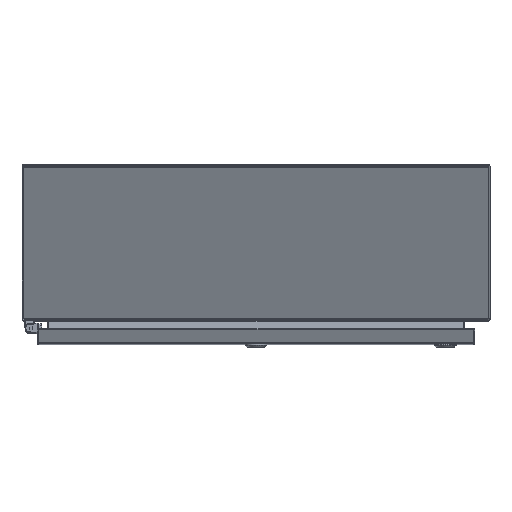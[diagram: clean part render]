
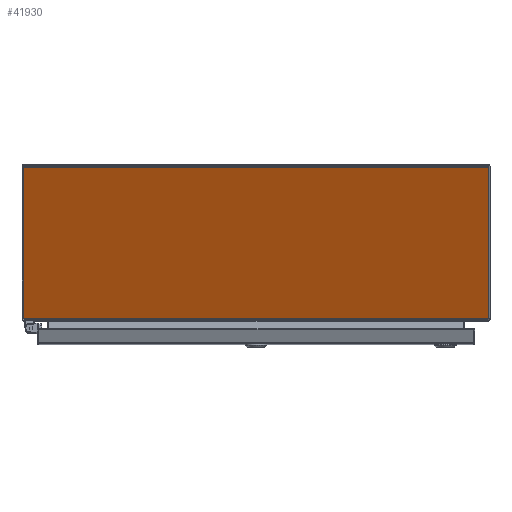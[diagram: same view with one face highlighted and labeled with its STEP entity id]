
A CAD part, top view. The second image highlights one B-rep face of the part: STEP entity #41930.
In plain terms, the highlighted planar face has unit normal (0, -0.423, 0.906).
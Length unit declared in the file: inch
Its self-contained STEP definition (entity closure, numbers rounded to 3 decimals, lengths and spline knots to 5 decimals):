
#1006 = DIRECTION ( 'NONE',  ( 0., -0.423, 0.906 ) ) ;
#1604 = CARTESIAN_POINT ( 'NONE',  ( -11.89008, -7.93764, 10.20772 ) ) ;
#3135 = CARTESIAN_POINT ( 'NONE',  ( -11.928, -7.93764, 10.20772 ) ) ;
#4584 = DIRECTION ( 'NONE',  ( 0.221, 0.884, 0.412 ) ) ;
#5117 = EDGE_CURVE ( 'NONE', #24232, #32910, #37150, .T. ) ;
#5393 = VERTEX_POINT ( 'NONE', #11363 ) ;
#5959 = ORIENTED_EDGE ( 'NONE', *, *, #5117, .T. ) ;
#7064 = CARTESIAN_POINT ( 'NONE',  ( 11.928, -0.101, 13.862 ) ) ;
#7422 = CARTESIAN_POINT ( 'NONE',  ( -11.928, -0.101, 13.862 ) ) ;
#8300 = ORIENTED_EDGE ( 'NONE', *, *, #12716, .T. ) ;
#9227 = EDGE_CURVE ( 'NONE', #23595, #13405, #14375, .T. ) ;
#11363 = CARTESIAN_POINT ( 'NONE',  ( -11.928, -7.78568, 10.27858 ) ) ;
#12716 = EDGE_CURVE ( 'NONE', #13405, #5393, #23907, .T. ) ;
#13405 = VERTEX_POINT ( 'NONE', #22702 ) ;
#13643 = AXIS2_PLACEMENT_3D ( 'NONE', #7422, #1006, #26984 ) ;
#13720 = CARTESIAN_POINT ( 'NONE',  ( 11.928, -0.101, 13.862 ) ) ;
#14375 = LINE ( 'NONE', #27794, #19219 ) ;
#14780 = EDGE_LOOP ( 'NONE', ( #8300, #18178, #36320, #5959, #18020, #24579 ) ) ;
#16776 = CARTESIAN_POINT ( 'NONE',  ( 11.89008, -7.93764, 10.20772 ) ) ;
#17189 = FACE_OUTER_BOUND ( 'NONE', #14780, .T. ) ;
#18020 = ORIENTED_EDGE ( 'NONE', *, *, #19827, .T. ) ;
#18178 = ORIENTED_EDGE ( 'NONE', *, *, #34019, .T. ) ;
#19219 = VECTOR ( 'NONE', #30779, 39.37008 ) ;
#19827 = EDGE_CURVE ( 'NONE', #32910, #23595, #33241, .T. ) ;
#20241 = VECTOR ( 'NONE', #35488, 39.37008 ) ;
#22673 = LINE ( 'NONE', #3135, #20241 ) ;
#22702 = CARTESIAN_POINT ( 'NONE',  ( -11.928, -0.101, 13.862 ) ) ;
#23595 = VERTEX_POINT ( 'NONE', #13720 ) ;
#23701 = CARTESIAN_POINT ( 'NONE',  ( -11.928, -0.101, 13.862 ) ) ;
#23907 = LINE ( 'NONE', #23701, #25397 ) ;
#24232 = VERTEX_POINT ( 'NONE', #16776 ) ;
#24579 = ORIENTED_EDGE ( 'NONE', *, *, #9227, .T. ) ;
#25397 = VECTOR ( 'NONE', #32897, 39.37008 ) ;
#26984 = DIRECTION ( 'NONE',  ( 0., -0.906, -0.423 ) ) ;
#27752 = VECTOR ( 'NONE', #32774, 39.37008 ) ;
#27794 = CARTESIAN_POINT ( 'NONE',  ( -11.928, -0.101, 13.862 ) ) ;
#29137 = CARTESIAN_POINT ( 'NONE',  ( -11.928, -7.78568, 10.27858 ) ) ;
#30106 = CARTESIAN_POINT ( 'NONE',  ( 11.89008, -7.93764, 10.20772 ) ) ;
#30386 = PLANE ( 'NONE',  #13643 ) ;
#30779 = DIRECTION ( 'NONE',  ( -1., 0., 0. ) ) ;
#32774 = DIRECTION ( 'NONE',  ( 0.221, -0.884, -0.412 ) ) ;
#32897 = DIRECTION ( 'NONE',  ( 0., -0.906, -0.423 ) ) ;
#32910 = VERTEX_POINT ( 'NONE', #42132 ) ;
#33028 = DIRECTION ( 'NONE',  ( 0., 0.906, 0.423 ) ) ;
#33241 = LINE ( 'NONE', #7064, #42141 ) ;
#33510 = VECTOR ( 'NONE', #4584, 39.37008 ) ;
#34019 = EDGE_CURVE ( 'NONE', #5393, #39023, #42138, .T. ) ;
#35488 = DIRECTION ( 'NONE',  ( 1., 0., 0. ) ) ;
#36320 = ORIENTED_EDGE ( 'NONE', *, *, #40085, .T. ) ;
#37150 = LINE ( 'NONE', #30106, #33510 ) ;
#39023 = VERTEX_POINT ( 'NONE', #1604 ) ;
#40085 = EDGE_CURVE ( 'NONE', #39023, #24232, #22673, .T. ) ;
#41930 = ADVANCED_FACE ( 'NONE', ( #17189 ), #30386, .T. ) ;
#42132 = CARTESIAN_POINT ( 'NONE',  ( 11.928, -7.78568, 10.27858 ) ) ;
#42138 = LINE ( 'NONE', #29137, #27752 ) ;
#42141 = VECTOR ( 'NONE', #33028, 39.37008 ) ;
